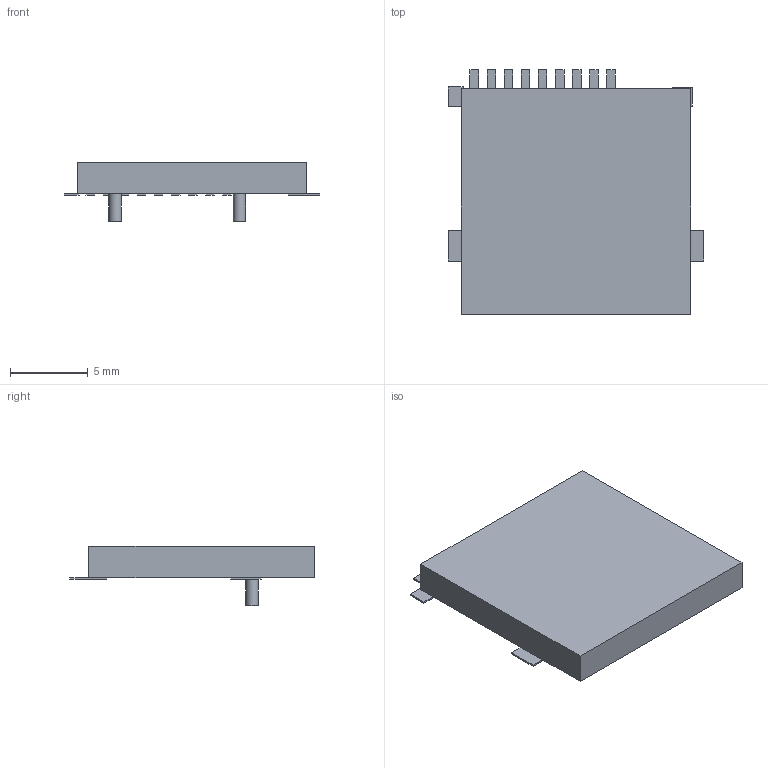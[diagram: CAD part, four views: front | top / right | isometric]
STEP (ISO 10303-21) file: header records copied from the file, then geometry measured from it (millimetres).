
FILE_DESCRIPTION(('FreeCAD Model'),'2;1');
FILE_NAME('7776786.1.2.stp','2020-04-11T23:05:06',( 'Author'),(''),'Open CASCADE STEP processor 6.9','FreeCAD','Unknown' );
FILE_SCHEMA(('AUTOMOTIVE_DESIGN { 1 0 10303 214 1 1 1 1 }'));
Length unit declared in the file: millimetre
Products named in the file (4): ASSEMBLY; Body; Pins; Lugs
Assembly tree (4 placements, depth 2):
  ASSEMBLY
    Body
    Pins
    Lugs  x2
Bounding box: 16.46 x 15.73 x 3.8 mm (x, y, z)
Volume: 432.8 mm3; surface area: 600.4 mm2
Topology: 18 solids, 18 shells, 96 faces, 180 edges, 120 vertices
Faces by surface type: plane 92, cylinder 4
Full cylindrical faces by diameter (mm): 0.8 x4
Entity records: 4695 total; most frequent: CARTESIAN_POINT 733, DIRECTION 716, LINE 514, VECTOR 514, ORIENTED_EDGE 348, PCURVE 348, DEFINITIONAL_REPRESENTATION 348, EDGE_CURVE 174
